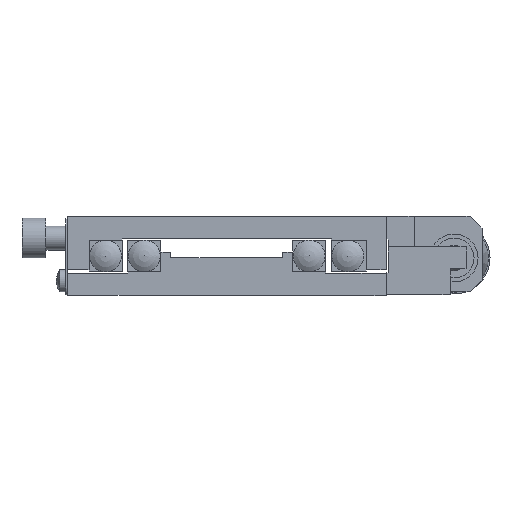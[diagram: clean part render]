
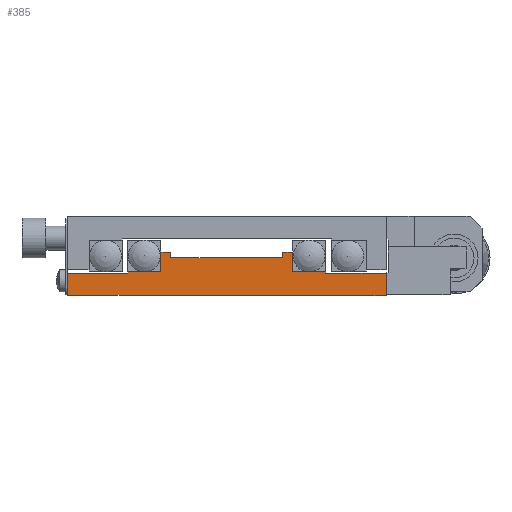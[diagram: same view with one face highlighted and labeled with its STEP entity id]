
A CAD part, left-side view. The second image highlights one B-rep face of the part: STEP entity #385.
In plain terms, the highlighted planar face has unit normal (-1, 0, 0).
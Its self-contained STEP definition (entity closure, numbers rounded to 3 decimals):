
#385 = ADVANCED_FACE( '', ( #921 ), #922, .T. );
#921 = FACE_OUTER_BOUND( '', #1629, .T. );
#922 = PLANE( '', #1630 );
#1629 = EDGE_LOOP( '', ( #2675, #2676, #2677, #2678, #2679, #2680, #2681, #2682, #2683, #2684, #2685, #2686, #2687, #2688, #2689, #2690, #2691, #2692, #2693, #2694 ) );
#1630 = AXIS2_PLACEMENT_3D( '', #2695, #2696, #2697 );
#2675 = ORIENTED_EDGE( '', *, *, #4036, .T. );
#2676 = ORIENTED_EDGE( '', *, *, #4037, .T. );
#2677 = ORIENTED_EDGE( '', *, *, #3910, .F. );
#2678 = ORIENTED_EDGE( '', *, *, #4038, .T. );
#2679 = ORIENTED_EDGE( '', *, *, #3959, .F. );
#2680 = ORIENTED_EDGE( '', *, *, #4039, .T. );
#2681 = ORIENTED_EDGE( '', *, *, #3785, .T. );
#2682 = ORIENTED_EDGE( '', *, *, #4040, .T. );
#2683 = ORIENTED_EDGE( '', *, *, #3976, .T. );
#2684 = ORIENTED_EDGE( '', *, *, #3901, .T. );
#2685 = ORIENTED_EDGE( '', *, *, #3844, .T. );
#2686 = ORIENTED_EDGE( '', *, *, #4041, .T. );
#2687 = ORIENTED_EDGE( '', *, *, #4042, .T. );
#2688 = ORIENTED_EDGE( '', *, *, #4031, .T. );
#2689 = ORIENTED_EDGE( '', *, *, #4043, .T. );
#2690 = ORIENTED_EDGE( '', *, *, #3865, .T. );
#2691 = ORIENTED_EDGE( '', *, *, #4044, .T. );
#2692 = ORIENTED_EDGE( '', *, *, #4006, .T. );
#2693 = ORIENTED_EDGE( '', *, *, #4045, .T. );
#2694 = ORIENTED_EDGE( '', *, *, #4046, .T. );
#2695 = CARTESIAN_POINT( '', ( -40., 0., 0. ) );
#2696 = DIRECTION( '', ( -1., 0., 0. ) );
#2697 = DIRECTION( '', ( 0., 0., -1. ) );
#3785 = EDGE_CURVE( '', #4484, #4482, #4485, .T. );
#3844 = EDGE_CURVE( '', #4582, #4580, #4583, .T. );
#3865 = EDGE_CURVE( '', #4610, #4615, #4617, .T. );
#3901 = EDGE_CURVE( '', #4677, #4582, #4678, .T. );
#3910 = EDGE_CURVE( '', #4691, #4686, #4693, .T. );
#3959 = EDGE_CURVE( '', #4770, #4772, #4773, .T. );
#3976 = EDGE_CURVE( '', #4799, #4677, #4801, .T. );
#4006 = EDGE_CURVE( '', #4847, #4845, #4848, .T. );
#4031 = EDGE_CURVE( '', #4886, #4883, #4887, .T. );
#4036 = EDGE_CURVE( '', #4893, #4894, #4895, .T. );
#4037 = EDGE_CURVE( '', #4894, #4686, #4896, .T. );
#4038 = EDGE_CURVE( '', #4691, #4772, #4897, .T. );
#4039 = EDGE_CURVE( '', #4770, #4484, #4898, .T. );
#4040 = EDGE_CURVE( '', #4482, #4799, #4899, .T. );
#4041 = EDGE_CURVE( '', #4580, #4900, #4901, .T. );
#4042 = EDGE_CURVE( '', #4900, #4886, #4902, .T. );
#4043 = EDGE_CURVE( '', #4883, #4610, #4903, .T. );
#4044 = EDGE_CURVE( '', #4615, #4847, #4904, .T. );
#4045 = EDGE_CURVE( '', #4845, #4905, #4906, .T. );
#4046 = EDGE_CURVE( '', #4905, #4893, #4907, .T. );
#4482 = VERTEX_POINT( '', #5472 );
#4484 = VERTEX_POINT( '', #5475 );
#4485 = LINE( '', #5476, #5477 );
#4580 = VERTEX_POINT( '', #5610 );
#4582 = VERTEX_POINT( '', #5613 );
#4583 = LINE( '', #5614, #5615 );
#4610 = VERTEX_POINT( '', #5647 );
#4615 = VERTEX_POINT( '', #5654 );
#4617 = LINE( '', #5657, #5658 );
#4677 = VERTEX_POINT( '', #5732 );
#4678 = LINE( '', #5733, #5734 );
#4686 = VERTEX_POINT( '', #5746 );
#4691 = VERTEX_POINT( '', #5753 );
#4693 = LINE( '', #5756, #5757 );
#4770 = VERTEX_POINT( '', #5862 );
#4772 = VERTEX_POINT( '', #5865 );
#4773 = LINE( '', #5866, #5867 );
#4799 = VERTEX_POINT( '', #5905 );
#4801 = LINE( '', #5908, #5909 );
#4845 = VERTEX_POINT( '', #5966 );
#4847 = VERTEX_POINT( '', #5969 );
#4848 = LINE( '', #5970, #5971 );
#4883 = VERTEX_POINT( '', #6013 );
#4886 = VERTEX_POINT( '', #6017 );
#4887 = LINE( '', #6018, #6019 );
#4893 = VERTEX_POINT( '', #6028 );
#4894 = VERTEX_POINT( '', #6029 );
#4895 = LINE( '', #6030, #6031 );
#4896 = LINE( '', #6032, #6033 );
#4897 = LINE( '', #6034, #6035 );
#4898 = LINE( '', #6036, #6037 );
#4899 = LINE( '', #6038, #6039 );
#4900 = VERTEX_POINT( '', #6040 );
#4901 = LINE( '', #6041, #6042 );
#4902 = LINE( '', #6043, #6044 );
#4903 = LINE( '', #6045, #6046 );
#4904 = LINE( '', #6047, #6048 );
#4905 = VERTEX_POINT( '', #6049 );
#4906 = LINE( '', #6050, #6051 );
#4907 = LINE( '', #6052, #6053 );
#5472 = CARTESIAN_POINT( '', ( -40., -24.8, 6. ) );
#5475 = CARTESIAN_POINT( '', ( -40., -24.8, 5.7 ) );
#5476 = CARTESIAN_POINT( '', ( -40., -24.8, 0. ) );
#5477 = VECTOR( '', #6636, 1000. );
#5610 = CARTESIAN_POINT( '', ( -40., -14., 9.5 ) );
#5613 = CARTESIAN_POINT( '', ( -40., -14., 11. ) );
#5614 = CARTESIAN_POINT( '', ( -40., -14., 0. ) );
#5615 = VECTOR( '', #6698, 1000. );
#5647 = CARTESIAN_POINT( '', ( -40., 16.5, 6. ) );
#5654 = CARTESIAN_POINT( '', ( -40., 24.8, 6. ) );
#5657 = CARTESIAN_POINT( '', ( -40., 0., 6. ) );
#5658 = VECTOR( '', #6725, 1000. );
#5732 = CARTESIAN_POINT( '', ( -40., -16.5, 11. ) );
#5733 = CARTESIAN_POINT( '', ( -40., 0., 11. ) );
#5734 = VECTOR( '', #6785, 1000. );
#5746 = CARTESIAN_POINT( '', ( -40., -30., 0.2 ) );
#5753 = CARTESIAN_POINT( '', ( -40., -30., 0. ) );
#5756 = CARTESIAN_POINT( '', ( -40., -30., -113.471 ) );
#5757 = VECTOR( '', #6793, 1000. );
#5862 = CARTESIAN_POINT( '', ( -40., -40., 5.7 ) );
#5865 = CARTESIAN_POINT( '', ( -40., -40., 0. ) );
#5866 = CARTESIAN_POINT( '', ( -40., -40., 0. ) );
#5867 = VECTOR( '', #6851, 1000. );
#5905 = CARTESIAN_POINT( '', ( -40., -16.5, 6. ) );
#5908 = CARTESIAN_POINT( '', ( -40., -16.5, 0. ) );
#5909 = VECTOR( '', #6868, 1000. );
#5966 = CARTESIAN_POINT( '', ( -40., 40., 5.7 ) );
#5969 = CARTESIAN_POINT( '', ( -40., 24.8, 5.7 ) );
#5970 = CARTESIAN_POINT( '', ( -40., 0., 5.7 ) );
#5971 = VECTOR( '', #6904, 1000. );
#6013 = CARTESIAN_POINT( '', ( -40., 16.5, 11. ) );
#6017 = CARTESIAN_POINT( '', ( -40., 14., 11. ) );
#6018 = CARTESIAN_POINT( '', ( -40., 0., 11. ) );
#6019 = VECTOR( '', #6943, 1000. );
#6028 = CARTESIAN_POINT( '', ( -40., 30., 0. ) );
#6029 = CARTESIAN_POINT( '', ( -40., 30., 0.2 ) );
#6030 = CARTESIAN_POINT( '', ( -40., 30., -113.471 ) );
#6031 = VECTOR( '', #6947, 1000. );
#6032 = CARTESIAN_POINT( '', ( -40., 30., 0.2 ) );
#6033 = VECTOR( '', #6948, 1000. );
#6034 = CARTESIAN_POINT( '', ( -40., 40., 0. ) );
#6035 = VECTOR( '', #6949, 1000. );
#6036 = CARTESIAN_POINT( '', ( -40., 0., 5.7 ) );
#6037 = VECTOR( '', #6950, 1000. );
#6038 = CARTESIAN_POINT( '', ( -40., 0., 6. ) );
#6039 = VECTOR( '', #6951, 1000. );
#6040 = CARTESIAN_POINT( '', ( -40., 14., 9.5 ) );
#6041 = CARTESIAN_POINT( '', ( -40., 0., 9.5 ) );
#6042 = VECTOR( '', #6952, 1000. );
#6043 = CARTESIAN_POINT( '', ( -40., 14., 0. ) );
#6044 = VECTOR( '', #6953, 1000. );
#6045 = CARTESIAN_POINT( '', ( -40., 16.5, 0. ) );
#6046 = VECTOR( '', #6954, 1000. );
#6047 = CARTESIAN_POINT( '', ( -40., 24.8, 0. ) );
#6048 = VECTOR( '', #6955, 1000. );
#6049 = CARTESIAN_POINT( '', ( -40., 40., 0. ) );
#6050 = CARTESIAN_POINT( '', ( -40., 40., 0. ) );
#6051 = VECTOR( '', #6956, 1000. );
#6052 = CARTESIAN_POINT( '', ( -40., 40., 0. ) );
#6053 = VECTOR( '', #6957, 1000. );
#6636 = DIRECTION( '', ( 0., 0., 1. ) );
#6698 = DIRECTION( '', ( 0., 0., -1. ) );
#6725 = DIRECTION( '', ( 0., 1., 0. ) );
#6785 = DIRECTION( '', ( 0., 1., 0. ) );
#6793 = DIRECTION( '', ( 0., 0., 1. ) );
#6851 = DIRECTION( '', ( 0., 0., -1. ) );
#6868 = DIRECTION( '', ( 0., 0., 1. ) );
#6904 = DIRECTION( '', ( 0., 1., 0. ) );
#6943 = DIRECTION( '', ( 0., 1., 0. ) );
#6947 = DIRECTION( '', ( 0., 0., 1. ) );
#6948 = DIRECTION( '', ( 0., -1., 0. ) );
#6949 = DIRECTION( '', ( 0., -1., 0. ) );
#6950 = DIRECTION( '', ( 0., 1., 0. ) );
#6951 = DIRECTION( '', ( 0., 1., 0. ) );
#6952 = DIRECTION( '', ( 0., 1., 0. ) );
#6953 = DIRECTION( '', ( 0., 0., 1. ) );
#6954 = DIRECTION( '', ( 0., 0., -1. ) );
#6955 = DIRECTION( '', ( 0., 0., -1. ) );
#6956 = DIRECTION( '', ( 0., 0., -1. ) );
#6957 = DIRECTION( '', ( 0., -1., 0. ) );
